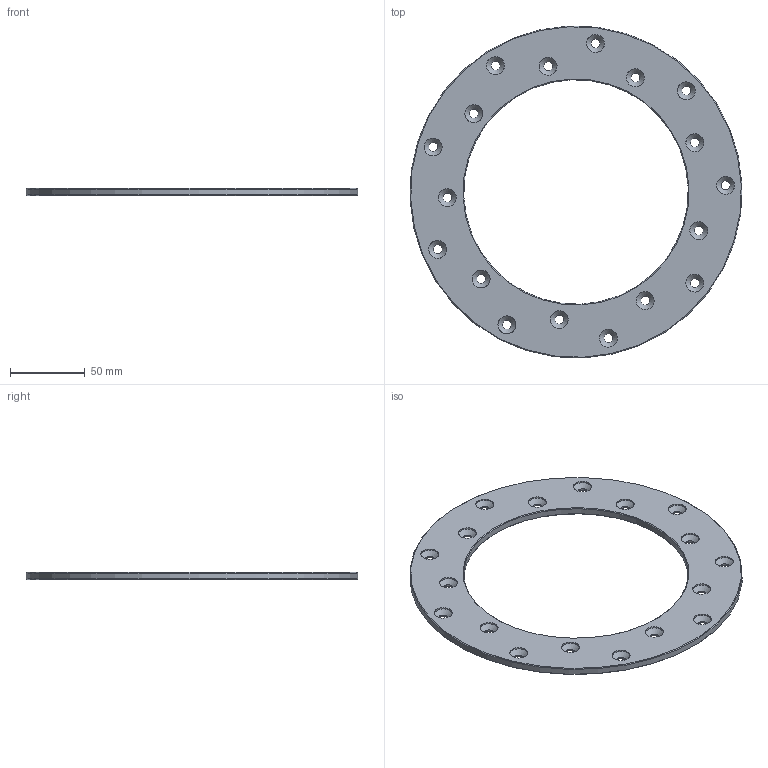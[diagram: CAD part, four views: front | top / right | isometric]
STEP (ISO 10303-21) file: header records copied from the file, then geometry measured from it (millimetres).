
FILE_DESCRIPTION(('STEP AP214'), '1');
FILE_NAME('Âñòàâêà â ìàõîâèê â ñåðèþ', '2020-09-05T08:09:43', ('Àëåêñåé'), (' '), 'ASCON STEP Converter 1.3', 'ASCON Math Kernel', '');
FILE_SCHEMA(('AUTOMOTIVE_DESIGN { 1 0 10303 214 3 1 1}'));
Length unit declared in the file: millimetre
Bounding box: 221.73 x 221.73 x 5 mm (x, y, z)
Volume: 98676.4 mm3; surface area: 47809.4 mm2
Topology: 1 solids, 1 shells, 62 faces, 210 edges, 150 vertices
Faces by surface type: cylinder 38, cone 22, plane 2
Full cylindrical faces by diameter (mm): 6.1 x18, 12 x18, 150 x1, 221.95 x1
Entity records: 2720 total; most frequent: DIRECTION 422, CARTESIAN_POINT 359, ORIENTED_EDGE 296, AXIS2_PLACEMENT_3D 211, EDGE_LOOP 160, EDGE_CURVE 148, VERTEX_POINT 148, CIRCLE 148
